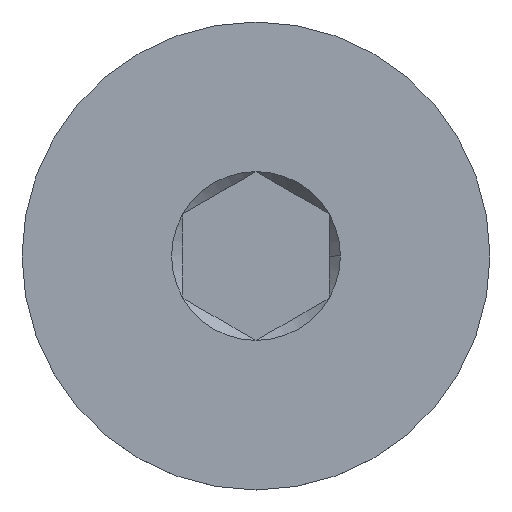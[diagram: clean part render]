
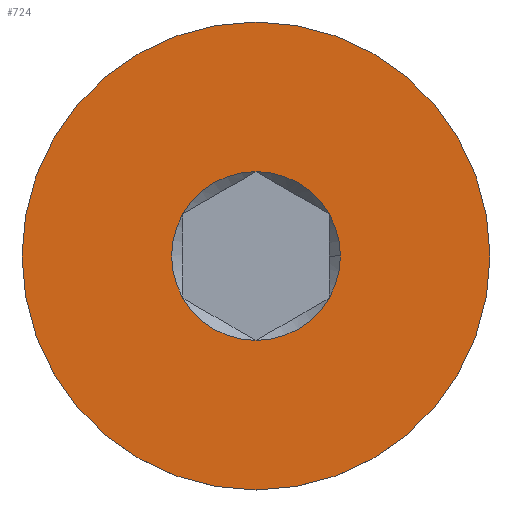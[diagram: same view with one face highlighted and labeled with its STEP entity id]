
A CAD part, top view. The second image highlights one B-rep face of the part: STEP entity #724.
In plain terms, the highlighted planar face has unit normal (0, 0, 1).
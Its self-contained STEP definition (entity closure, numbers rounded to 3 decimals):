
#19 = CIRCLE ( 'NONE', #717, 2.887 ) ;
#43 = CARTESIAN_POINT ( 'NONE',  ( 0., 0., 0. ) ) ;
#64 = CARTESIAN_POINT ( 'NONE',  ( 0., -4., 0. ) ) ;
#76 = VERTEX_POINT ( 'NONE', #746 ) ;
#79 = AXIS2_PLACEMENT_3D ( 'NONE', #431, #426, #257 ) ;
#113 = CARTESIAN_POINT ( 'NONE',  ( 0., 0., 0. ) ) ;
#124 = ORIENTED_EDGE ( 'NONE', *, *, #280, .F. ) ;
#151 = CARTESIAN_POINT ( 'NONE',  ( 0., 2.887, 0. ) ) ;
#154 = CARTESIAN_POINT ( 'NONE',  ( -2.5, 1.443, 0. ) ) ;
#173 = VERTEX_POINT ( 'NONE', #518 ) ;
#176 = CIRCLE ( 'NONE', #704, 2.887 ) ;
#178 = ORIENTED_EDGE ( 'NONE', *, *, #217, .F. ) ;
#186 = DIRECTION ( 'NONE',  ( 0., 0., 1. ) ) ;
#201 = CARTESIAN_POINT ( 'NONE',  ( 0., -8., 0. ) ) ;
#206 = AXIS2_PLACEMENT_3D ( 'NONE', #400, #460, #520 ) ;
#209 = DIRECTION ( 'NONE',  ( 1., 0., 0. ) ) ;
#217 = EDGE_CURVE ( 'NONE', #373, #606, #176, .T. ) ;
#222 = EDGE_CURVE ( 'NONE', #293, #423, #605, .T. ) ;
#235 = FACE_OUTER_BOUND ( 'NONE', #477, .T. ) ;
#245 = CIRCLE ( 'NONE', #79, 2.887 ) ;
#250 = CARTESIAN_POINT ( 'NONE',  ( 0., 0., 0. ) ) ;
#257 = DIRECTION ( 'NONE',  ( 1., 0., 0. ) ) ;
#260 = CARTESIAN_POINT ( 'NONE',  ( 2.887, 0., 0. ) ) ;
#268 = DIRECTION ( 'NONE',  ( 0., 0., 1. ) ) ;
#280 = EDGE_CURVE ( 'NONE', #606, #543, #245, .T. ) ;
#293 = VERTEX_POINT ( 'NONE', #201 ) ;
#298 = DIRECTION ( 'NONE',  ( 0., 0., 1. ) ) ;
#301 = EDGE_CURVE ( 'NONE', #173, #533, #19, .T. ) ;
#309 = CIRCLE ( 'NONE', #517, 2.887 ) ;
#317 = DIRECTION ( 'NONE',  ( 1., 0., 0. ) ) ;
#324 = ORIENTED_EDGE ( 'NONE', *, *, #505, .F. ) ;
#341 = DIRECTION ( 'NONE',  ( 1., 0., 0. ) ) ;
#348 = CIRCLE ( 'NONE', #418, 2.887 ) ;
#352 = ORIENTED_EDGE ( 'NONE', *, *, #636, .F. ) ;
#362 = CARTESIAN_POINT ( 'NONE',  ( 0., 0., 0. ) ) ;
#369 = DIRECTION ( 'NONE',  ( 0., 0., 1. ) ) ;
#373 = VERTEX_POINT ( 'NONE', #573 ) ;
#393 = CARTESIAN_POINT ( 'NONE',  ( 0., 0., 0. ) ) ;
#400 = CARTESIAN_POINT ( 'NONE',  ( 0., 0., 0. ) ) ;
#405 = EDGE_CURVE ( 'NONE', #423, #293, #728, .T. ) ;
#410 = EDGE_CURVE ( 'NONE', #76, #173, #348, .T. ) ;
#416 = DIRECTION ( 'NONE',  ( 0., -1., 0. ) ) ;
#418 = AXIS2_PLACEMENT_3D ( 'NONE', #113, #268, #209 ) ;
#420 = DIRECTION ( 'NONE',  ( 1., 0., 0. ) ) ;
#422 = DIRECTION ( 'NONE',  ( 1., 0., 0. ) ) ;
#423 = VERTEX_POINT ( 'NONE', #757 ) ;
#426 = DIRECTION ( 'NONE',  ( 0., 0., 1. ) ) ;
#431 = CARTESIAN_POINT ( 'NONE',  ( 0., 0., 0. ) ) ;
#437 = CARTESIAN_POINT ( 'NONE',  ( -2.5, -1.443, 0. ) ) ;
#449 = EDGE_LOOP ( 'NONE', ( #480, #324, #714, #124, #178, #352, #514 ) ) ;
#457 = CARTESIAN_POINT ( 'NONE',  ( 0., 0., 0. ) ) ;
#460 = DIRECTION ( 'NONE',  ( 0., 0., 1. ) ) ;
#477 = EDGE_LOOP ( 'NONE', ( #649, #565 ) ) ;
#479 = DIRECTION ( 'NONE',  ( 0., 0., 1. ) ) ;
#480 = ORIENTED_EDGE ( 'NONE', *, *, #410, .F. ) ;
#481 = CIRCLE ( 'NONE', #562, 2.887 ) ;
#497 = DIRECTION ( 'NONE',  ( 0., -1., 0. ) ) ;
#505 = EDGE_CURVE ( 'NONE', #576, #76, #309, .T. ) ;
#513 = DIRECTION ( 'NONE',  ( 0., 0., 1. ) ) ;
#514 = ORIENTED_EDGE ( 'NONE', *, *, #301, .F. ) ;
#517 = AXIS2_PLACEMENT_3D ( 'NONE', #611, #369, #317 ) ;
#518 = CARTESIAN_POINT ( 'NONE',  ( 2.5, -1.443, 0. ) ) ;
#520 = DIRECTION ( 'NONE',  ( 1., 0., 0. ) ) ;
#521 = FACE_BOUND ( 'NONE', #449, .T. ) ;
#533 = VERTEX_POINT ( 'NONE', #260 ) ;
#543 = VERTEX_POINT ( 'NONE', #154 ) ;
#562 = AXIS2_PLACEMENT_3D ( 'NONE', #393, #513, #341 ) ;
#565 = ORIENTED_EDGE ( 'NONE', *, *, #405, .T. ) ;
#573 = CARTESIAN_POINT ( 'NONE',  ( 2.5, 1.443, 0. ) ) ;
#576 = VERTEX_POINT ( 'NONE', #437 ) ;
#590 = PLANE ( 'NONE',  #760 ) ;
#605 = CIRCLE ( 'NONE', #663, 8. ) ;
#606 = VERTEX_POINT ( 'NONE', #151 ) ;
#611 = CARTESIAN_POINT ( 'NONE',  ( 0., 0., 0. ) ) ;
#636 = EDGE_CURVE ( 'NONE', #533, #373, #481, .T. ) ;
#647 = CIRCLE ( 'NONE', #206, 2.887 ) ;
#649 = ORIENTED_EDGE ( 'NONE', *, *, #222, .T. ) ;
#651 = EDGE_CURVE ( 'NONE', #543, #576, #647, .T. ) ;
#663 = AXIS2_PLACEMENT_3D ( 'NONE', #457, #706, #667 ) ;
#667 = DIRECTION ( 'NONE',  ( 0., -1., 0. ) ) ;
#691 = AXIS2_PLACEMENT_3D ( 'NONE', #43, #705, #497 ) ;
#704 = AXIS2_PLACEMENT_3D ( 'NONE', #362, #186, #420 ) ;
#705 = DIRECTION ( 'NONE',  ( 0., 0., 1. ) ) ;
#706 = DIRECTION ( 'NONE',  ( 0., 0., 1. ) ) ;
#714 = ORIENTED_EDGE ( 'NONE', *, *, #651, .F. ) ;
#717 = AXIS2_PLACEMENT_3D ( 'NONE', #250, #479, #422 ) ;
#724 = ADVANCED_FACE ( 'NONE', ( #521, #235 ), #590, .T. ) ;
#728 = CIRCLE ( 'NONE', #691, 8. ) ;
#746 = CARTESIAN_POINT ( 'NONE',  ( 0., -2.887, 0. ) ) ;
#757 = CARTESIAN_POINT ( 'NONE',  ( 0., 8., 0. ) ) ;
#760 = AXIS2_PLACEMENT_3D ( 'NONE', #64, #298, #416 ) ;
